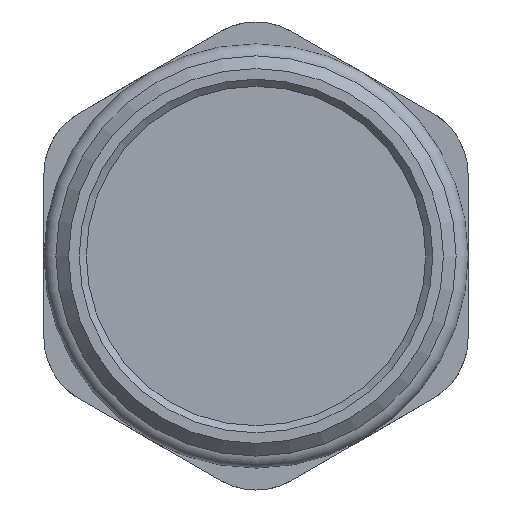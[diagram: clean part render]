
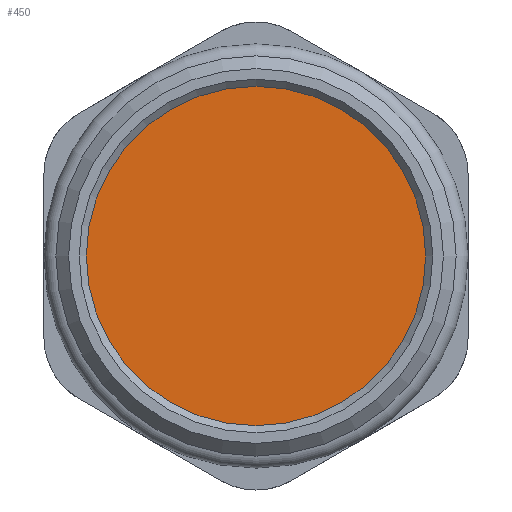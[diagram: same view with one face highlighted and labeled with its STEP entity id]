
A CAD part, front view. The second image highlights one B-rep face of the part: STEP entity #450.
In plain terms, the highlighted planar face has unit normal (0, -1, 0).
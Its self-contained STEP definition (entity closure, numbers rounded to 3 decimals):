
#102=FACE_OUTER_BOUND('',#131,.T.);
#131=EDGE_LOOP('',(#302));
#162=CIRCLE('',#503,12.);
#189=VERTEX_POINT('',#698);
#233=EDGE_CURVE('',#189,#189,#162,.T.);
#302=ORIENTED_EDGE('',*,*,#233,.F.);
#440=PLANE('',#502);
#450=ADVANCED_FACE('',(#102),#440,.F.);
#502=AXIS2_PLACEMENT_3D('',#697,#560,#561);
#503=AXIS2_PLACEMENT_3D('',#699,#562,#563);
#560=DIRECTION('center_axis',(0.,1.,0.));
#561=DIRECTION('ref_axis',(0.,0.,1.));
#562=DIRECTION('center_axis',(0.,1.,0.));
#563=DIRECTION('ref_axis',(1.,0.,0.));
#697=CARTESIAN_POINT('Origin',(-6.028,6.272,0.));
#698=CARTESIAN_POINT('',(-18.028,6.272,0.));
#699=CARTESIAN_POINT('Origin',(-6.028,6.272,0.));
